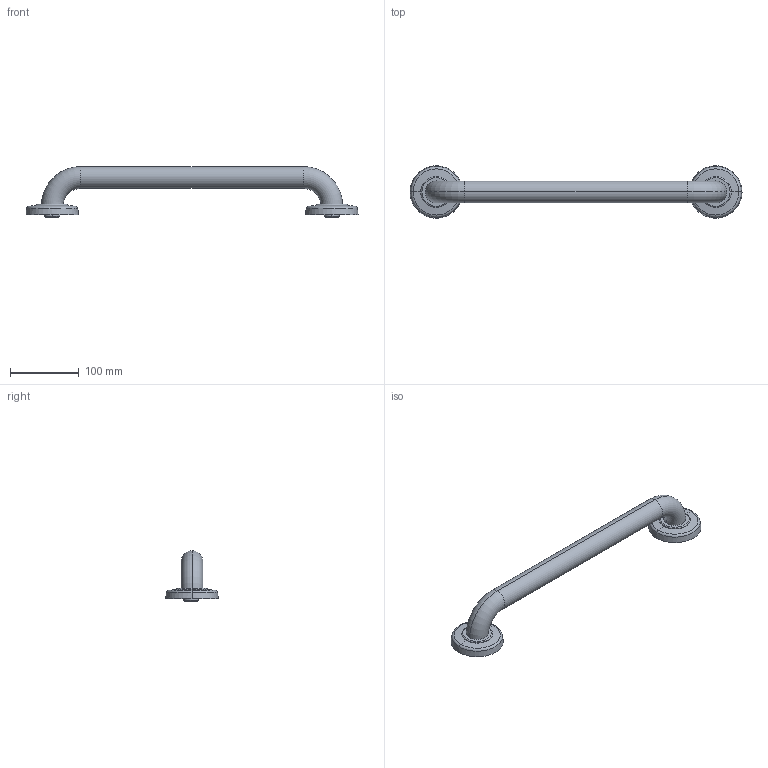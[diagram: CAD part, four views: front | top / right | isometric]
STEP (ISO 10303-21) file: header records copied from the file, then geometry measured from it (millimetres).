
FILE_DESCRIPTION((''),'2;1');
FILE_NAME('990-3916_ASM','2017-07-17T',('rsmith'),(''),'PRO/ENGINEER BY PARAMETRIC TECHNOLOGY CORPORATION, 2013150','PRO/ENGINEER BY PARAMETRIC TECHNOLOGY CORPORATION, 2013150','');
FILE_SCHEMA(('CONFIG_CONTROL_DESIGN'));
Length unit declared in the file: inch
Products named in the file (8): 91496; 1995; 20-287_ASM; 80527; 50869; 5081_ASM; 0372; 990-3916_ASM
Assembly tree (10 placements, depth 3):
  990-3916_ASM
    20-287_ASM  x2
      91496
      1995
    5081_ASM
      80527
      50869  x2
    0372  x2
Bounding box: 482.6 x 76.2 x 73.96 mm (x, y, z)
Volume: 124944.4 mm3; surface area: 211475.6 mm2
Topology: 9 solids, 24 shells, 760 faces, 2018 edges, 1308 vertices
Faces by surface type: plane 228, cylinder 200, bspline 114, extrusion 94, torus 68, cone 28, sphere 28
Entity records: 20774 total; most frequent: CARTESIAN_POINT 11316, ORIENTED_EDGE 2040, DIRECTION 1711, EDGE_CURVE 1042, VERTEX_POINT 672, AXIS2_PLACEMENT_3D 663, EDGE_LOOP 431, B_SPLINE_CURVE_WITH_KNOTS 409
